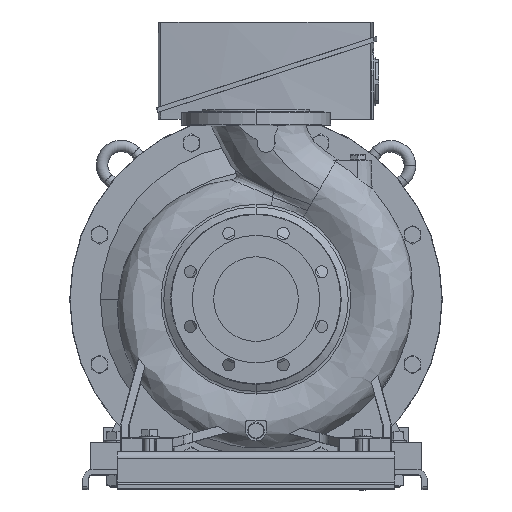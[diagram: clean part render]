
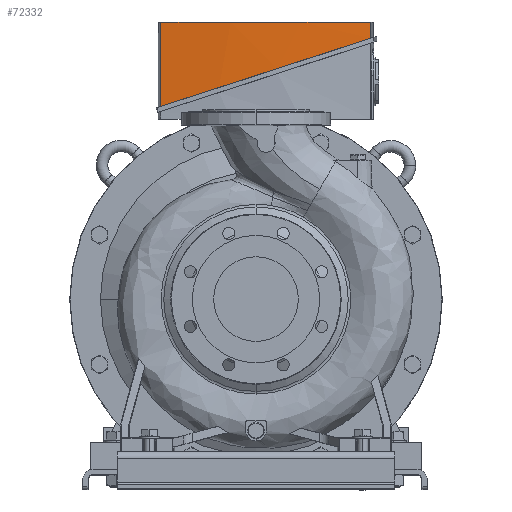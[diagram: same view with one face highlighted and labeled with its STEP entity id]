
A CAD part, top view. The second image highlights one B-rep face of the part: STEP entity #72332.
In plain terms, the highlighted cylindrical face has radius 1403.6 mm (diameter 2807.2 mm), a partial arc.
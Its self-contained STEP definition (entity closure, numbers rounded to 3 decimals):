
#3650 =( BOUNDED_CURVE ( )  B_SPLINE_CURVE ( 3, ( #101351, #161739, #152504, #106942 ),
 .UNSPECIFIED., .F., .T. ) 
 B_SPLINE_CURVE_WITH_KNOTS ( ( 4, 4 ),
 ( 4.602, 4.823 ),
 .UNSPECIFIED. ) 
 CURVE ( )  GEOMETRIC_REPRESENTATION_ITEM ( )  RATIONAL_B_SPLINE_CURVE ( ( 1., 0.996, 0.996, 1. ) ) 
 REPRESENTATION_ITEM ( '' )  );
#4870 = AXIS2_PLACEMENT_3D ( 'NONE', #47797, #77517, #156708 ) ;
#5113 = CYLINDRICAL_SURFACE ( 'NONE', #4870, 1403.6 ) ;
#23755 = VERTEX_POINT ( 'NONE', #92335 ) ;
#29612 = VECTOR ( 'NONE', #170038, 1000. ) ;
#36973 = CARTESIAN_POINT ( 'NONE',  ( -351.902, -140.6, 410. ) ) ;
#38835 = CARTESIAN_POINT ( 'NONE',  ( -351.902, -140.6, 285.29 ) ) ;
#41061 = CARTESIAN_POINT ( 'NONE',  ( -351.902, 169.6, 386.08 ) ) ;
#47797 = CARTESIAN_POINT ( 'NONE',  ( -1746.906, 14.5, 410. ) ) ;
#51582 = DIRECTION ( 'NONE',  ( 0., 1., 0. ) ) ;
#52314 = VERTEX_POINT ( 'NONE', #41061 ) ;
#56083 = ORIENTED_EDGE ( 'NONE', *, *, #110515, .T. ) ;
#58536 = EDGE_LOOP ( 'NONE', ( #56083, #190200, #65100, #112838 ) ) ;
#65100 = ORIENTED_EDGE ( 'NONE', *, *, #164755, .F. ) ;
#72332 = ADVANCED_FACE ( 'NONE', ( #110186 ), #5113, .T. ) ;
#74652 = CARTESIAN_POINT ( 'NONE',  ( -351.902, 169.6, 410. ) ) ;
#77517 = DIRECTION ( 'NONE',  ( 0., 0., -1. ) ) ;
#85496 = DIRECTION ( 'NONE',  ( 0., 0., 1. ) ) ;
#92335 = CARTESIAN_POINT ( 'NONE',  ( -351.902, -140.6, 410. ) ) ;
#94798 = LINE ( 'NONE', #108686, #29612 ) ;
#101351 = CARTESIAN_POINT ( 'NONE',  ( -351.902, 169.6, 386.08 ) ) ;
#103026 = AXIS2_PLACEMENT_3D ( 'NONE', #174355, #112986, #51582 ) ;
#106137 = CIRCLE ( 'NONE', #103026, 1403.6 ) ;
#106942 = CARTESIAN_POINT ( 'NONE',  ( -351.902, -140.6, 285.29 ) ) ;
#108686 = CARTESIAN_POINT ( 'NONE',  ( -351.902, 169.6, 410. ) ) ;
#110186 = FACE_OUTER_BOUND ( 'NONE', #58536, .T. ) ;
#110515 = EDGE_CURVE ( 'NONE', #130582, #23755, #106137, .T. ) ;
#112642 = EDGE_CURVE ( 'NONE', #130924, #23755, #172675, .T. ) ;
#112838 = ORIENTED_EDGE ( 'NONE', *, *, #192197, .F. ) ;
#112986 = DIRECTION ( 'NONE',  ( 0., 0., -1. ) ) ;
#130582 = VERTEX_POINT ( 'NONE', #74652 ) ;
#130924 = VERTEX_POINT ( 'NONE', #38835 ) ;
#150949 = VECTOR ( 'NONE', #85496, 1000. ) ;
#152504 = CARTESIAN_POINT ( 'NONE',  ( -340.429, -37.412, 318.818 ) ) ;
#156708 = DIRECTION ( 'NONE',  ( 0., 1., 0. ) ) ;
#161739 = CARTESIAN_POINT ( 'NONE',  ( -340.429, 66.412, 352.552 ) ) ;
#164755 = EDGE_CURVE ( 'NONE', #52314, #130924, #3650, .T. ) ;
#170038 = DIRECTION ( 'NONE',  ( 0., 0., -1. ) ) ;
#172675 = LINE ( 'NONE', #36973, #150949 ) ;
#174355 = CARTESIAN_POINT ( 'NONE',  ( -1746.906, 14.5, 410. ) ) ;
#190200 = ORIENTED_EDGE ( 'NONE', *, *, #112642, .F. ) ;
#192197 = EDGE_CURVE ( 'NONE', #130582, #52314, #94798, .T. ) ;
